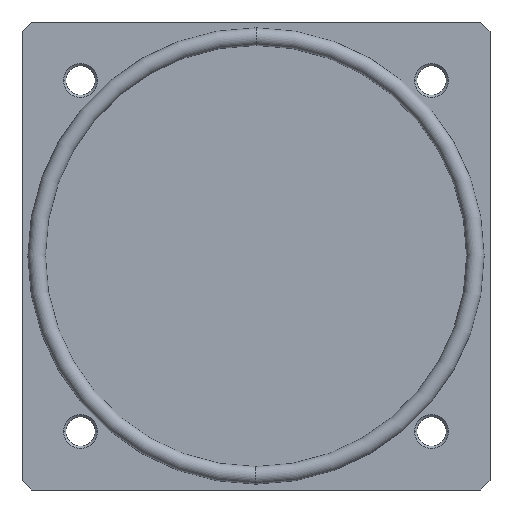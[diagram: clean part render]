
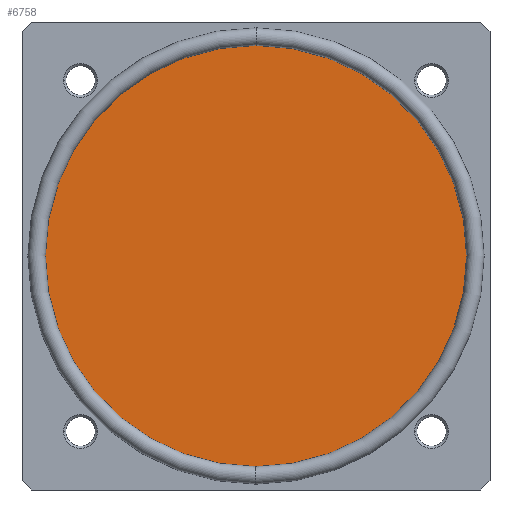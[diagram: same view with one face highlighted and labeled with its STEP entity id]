
A CAD part, front view. The second image highlights one B-rep face of the part: STEP entity #6758.
In plain terms, the highlighted planar face has unit normal (0, -1, 0).
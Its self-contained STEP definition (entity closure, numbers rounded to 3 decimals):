
#2618=CARTESIAN_POINT('',(0.,0.,0.));
#2619=DIRECTION('',(0.,-1.,0.));
#2620=DIRECTION('',(1.,0.,0.));
#2621=AXIS2_PLACEMENT_3D('',#2618,#2619,#2620);
#2623=CARTESIAN_POINT('',(0.,0.,0.));
#2624=DIRECTION('',(0.,-1.,0.));
#2625=DIRECTION('',(-1.,0.,0.));
#2626=AXIS2_PLACEMENT_3D('',#2623,#2624,#2625);
#2652=CARTESIAN_POINT('',(22.86,0.,0.));
#2654=VERTEX_POINT('',#2652);
#2670=CARTESIAN_POINT('',(-22.86,0.,0.));
#2671=VERTEX_POINT('',#2670);
#6749=CARTESIAN_POINT('',(0.,0.,0.));
#6750=DIRECTION('',(0.,1.,0.));
#6751=DIRECTION('',(-1.,0.,0.));
#6752=AXIS2_PLACEMENT_3D('',#6749,#6750,#6751);
#6753=PLANE('',#6752);
#6754=ORIENTED_EDGE('',*,*,#6729,.F.);
#6755=ORIENTED_EDGE('',*,*,#6742,.F.);
#6756=EDGE_LOOP('',(#6754,#6755));
#6757=FACE_OUTER_BOUND('',#6756,.F.);
#6758=ADVANCED_FACE('',(#6757),#6753,.F.);
#2622=CIRCLE('',#2621,22.86);
#2627=CIRCLE('',#2626,22.86);
#6729=EDGE_CURVE('',#2654,#2671,#2622,.T.);
#6742=EDGE_CURVE('',#2671,#2654,#2627,.T.);
